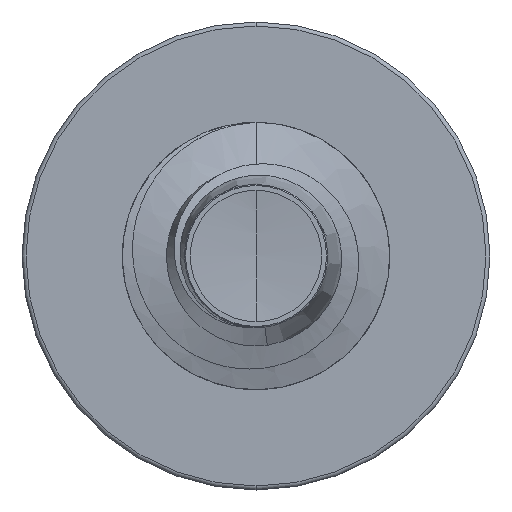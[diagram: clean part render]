
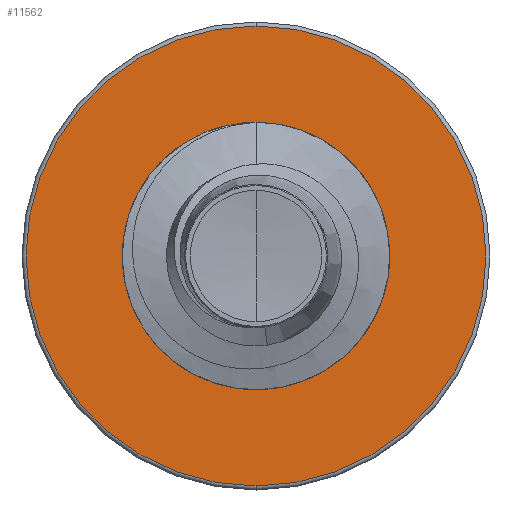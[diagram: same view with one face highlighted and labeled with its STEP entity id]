
A CAD part, front view. The second image highlights one B-rep face of the part: STEP entity #11562.
In plain terms, the highlighted planar face has unit normal (0, -1, 0).
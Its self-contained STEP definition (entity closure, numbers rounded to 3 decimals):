
#38 = CIRCLE ( 'NONE', #472, 2.842 ) ;
#118 = PLANE ( 'NONE',  #2600 ) ;
#472 = AXIS2_PLACEMENT_3D ( 'NONE', #11912, #11909, #11899 ) ;
#1226 = DIRECTION ( 'NONE',  ( 0., 0., 1. ) ) ;
#1246 = DIRECTION ( 'NONE',  ( 0., 1., 0. ) ) ;
#1251 = CARTESIAN_POINT ( 'NONE',  ( 0., 8., 0. ) ) ;
#1369 = ORIENTED_EDGE ( 'NONE', *, *, #6964, .F. ) ;
#1752 = CARTESIAN_POINT ( 'NONE',  ( 0., 8., -5.16 ) ) ;
#1762 = FACE_OUTER_BOUND ( 'NONE', #5969, .T. ) ;
#2600 = AXIS2_PLACEMENT_3D ( 'NONE', #13794, #13958, #13767 ) ;
#3266 = ORIENTED_EDGE ( 'NONE', *, *, #5352, .T. ) ;
#3774 = ORIENTED_EDGE ( 'NONE', *, *, #8219, .T. ) ;
#4111 = AXIS2_PLACEMENT_3D ( 'NONE', #1251, #1246, #1226 ) ;
#4441 = CARTESIAN_POINT ( 'NONE',  ( 0., 8., -2.842 ) ) ;
#5352 = EDGE_CURVE ( 'NONE', #12972, #14014, #38, .T. ) ;
#5969 = EDGE_LOOP ( 'NONE', ( #12606, #1369 ) ) ;
#6481 = CIRCLE ( 'NONE', #6752, 5.16 ) ;
#6522 = VERTEX_POINT ( 'NONE', #11969 ) ;
#6752 = AXIS2_PLACEMENT_3D ( 'NONE', #10296, #10294, #10283 ) ;
#6758 = EDGE_CURVE ( 'NONE', #6522, #11374, #6481, .T. ) ;
#6964 = EDGE_CURVE ( 'NONE', #11374, #6522, #8527, .T. ) ;
#7442 = CARTESIAN_POINT ( 'NONE',  ( 0., 8., 2.842 ) ) ;
#8219 = EDGE_CURVE ( 'NONE', #14014, #12972, #12394, .T. ) ;
#8527 = CIRCLE ( 'NONE', #12898, 5.16 ) ;
#9227 = DIRECTION ( 'NONE',  ( 0., 0., 1. ) ) ;
#9243 = DIRECTION ( 'NONE',  ( 0., 1., 0. ) ) ;
#9244 = CARTESIAN_POINT ( 'NONE',  ( 0., 8., 0. ) ) ;
#10283 = DIRECTION ( 'NONE',  ( 0., 0., 1. ) ) ;
#10294 = DIRECTION ( 'NONE',  ( 0., 1., 0. ) ) ;
#10296 = CARTESIAN_POINT ( 'NONE',  ( 0., 8., 0. ) ) ;
#11374 = VERTEX_POINT ( 'NONE', #1752 ) ;
#11562 = ADVANCED_FACE ( 'NONE', ( #1762, #13299 ), #118, .F. ) ;
#11744 = EDGE_LOOP ( 'NONE', ( #3774, #3266 ) ) ;
#11899 = DIRECTION ( 'NONE',  ( 0., 0., 1. ) ) ;
#11909 = DIRECTION ( 'NONE',  ( 0., 1., 0. ) ) ;
#11912 = CARTESIAN_POINT ( 'NONE',  ( 0., 8., 0. ) ) ;
#11969 = CARTESIAN_POINT ( 'NONE',  ( 0., 8., 5.16 ) ) ;
#12394 = CIRCLE ( 'NONE', #4111, 2.842 ) ;
#12606 = ORIENTED_EDGE ( 'NONE', *, *, #6758, .F. ) ;
#12898 = AXIS2_PLACEMENT_3D ( 'NONE', #9244, #9243, #9227 ) ;
#12972 = VERTEX_POINT ( 'NONE', #4441 ) ;
#13299 = FACE_BOUND ( 'NONE', #11744, .T. ) ;
#13767 = DIRECTION ( 'NONE',  ( 0., 0., 1. ) ) ;
#13794 = CARTESIAN_POINT ( 'NONE',  ( 0., 8., -2.842 ) ) ;
#13958 = DIRECTION ( 'NONE',  ( 0., 1., 0. ) ) ;
#14014 = VERTEX_POINT ( 'NONE', #7442 ) ;
